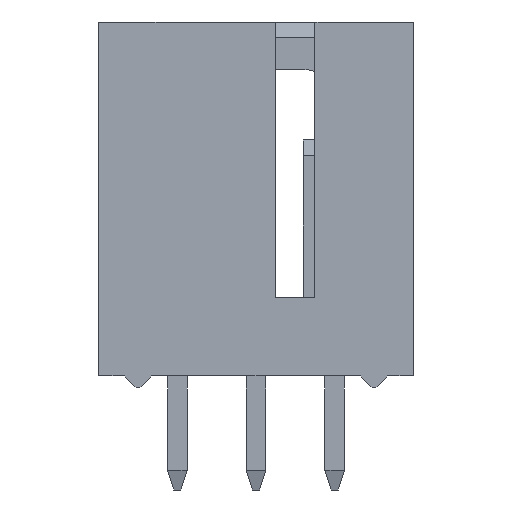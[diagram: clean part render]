
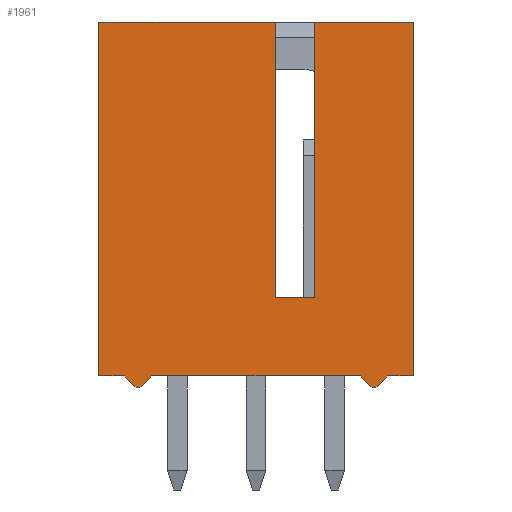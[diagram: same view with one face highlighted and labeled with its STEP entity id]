
A CAD part, front view. The second image highlights one B-rep face of the part: STEP entity #1961.
In plain terms, the highlighted planar face has unit normal (0, -1, 0).
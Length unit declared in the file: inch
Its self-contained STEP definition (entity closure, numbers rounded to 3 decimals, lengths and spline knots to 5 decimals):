
#43=FACE_OUTER_BOUND('',#152,.T.);
#152=EDGE_LOOP('',(#1302,#1303,#1304,#1305,#1306,#1307,#1308,#1309,#1310,
#1311,#1312,#1313,#1314,#1315,#1316,#1317));
#252=LINE('',#2687,#514);
#286=LINE('',#2753,#548);
#298=LINE('',#2777,#560);
#301=LINE('',#2784,#563);
#304=LINE('',#2789,#566);
#307=LINE('',#2795,#569);
#321=LINE('',#2823,#583);
#323=LINE('',#2827,#585);
#324=LINE('',#2831,#586);
#325=LINE('',#2832,#587);
#326=LINE('',#2834,#588);
#327=LINE('',#2835,#589);
#328=LINE('',#2837,#590);
#329=LINE('',#2839,#591);
#330=LINE('',#2840,#592);
#331=LINE('',#2841,#593);
#514=VECTOR('',#2195,0.45);
#548=VECTOR('',#2235,0.225);
#560=VECTOR('',#2247,0.125);
#563=VECTOR('',#2256,0.45);
#566=VECTOR('',#2261,0.0325);
#569=VECTOR('',#2266,0.265);
#583=VECTOR('',#2282,0.0325);
#585=VECTOR('',#2286,0.02121);
#586=VECTOR('',#2289,0.05);
#587=VECTOR('',#2290,0.35);
#588=VECTOR('',#2291,0.005);
#589=VECTOR('',#2292,0.02121);
#590=VECTOR('',#2293,0.02121);
#591=VECTOR('',#2294,0.005);
#592=VECTOR('',#2295,0.02121);
#593=VECTOR('',#2296,0.35);
#776=VERTEX_POINT('',#2684);
#777=VERTEX_POINT('',#2686);
#806=VERTEX_POINT('',#2752);
#817=VERTEX_POINT('',#2774);
#818=VERTEX_POINT('',#2776);
#819=VERTEX_POINT('',#2783);
#820=VERTEX_POINT('',#2787);
#821=VERTEX_POINT('',#2791);
#822=VERTEX_POINT('',#2793);
#835=VERTEX_POINT('',#2821);
#836=VERTEX_POINT('',#2825);
#837=VERTEX_POINT('',#2829);
#838=VERTEX_POINT('',#2830);
#839=VERTEX_POINT('',#2833);
#840=VERTEX_POINT('',#2836);
#841=VERTEX_POINT('',#2838);
#942=EDGE_CURVE('',#777,#776,#252,.T.);
#976=EDGE_CURVE('',#777,#806,#286,.T.);
#988=EDGE_CURVE('',#817,#818,#298,.T.);
#991=EDGE_CURVE('',#818,#819,#301,.T.);
#994=EDGE_CURVE('',#776,#820,#304,.T.);
#997=EDGE_CURVE('',#821,#822,#307,.T.);
#1011=EDGE_CURVE('',#835,#819,#321,.T.);
#1013=EDGE_CURVE('',#836,#820,#323,.T.);
#1014=EDGE_CURVE('',#837,#838,#324,.T.);
#1015=EDGE_CURVE('',#806,#837,#325,.T.);
#1016=EDGE_CURVE('',#839,#836,#326,.T.);
#1017=EDGE_CURVE('',#821,#839,#327,.T.);
#1018=EDGE_CURVE('',#840,#822,#328,.T.);
#1019=EDGE_CURVE('',#841,#840,#329,.T.);
#1020=EDGE_CURVE('',#835,#841,#330,.T.);
#1021=EDGE_CURVE('',#817,#838,#331,.T.);
#1302=ORIENTED_EDGE('',*,*,#1014,.F.);
#1303=ORIENTED_EDGE('',*,*,#1015,.F.);
#1304=ORIENTED_EDGE('',*,*,#976,.F.);
#1305=ORIENTED_EDGE('',*,*,#942,.T.);
#1306=ORIENTED_EDGE('',*,*,#994,.T.);
#1307=ORIENTED_EDGE('',*,*,#1013,.F.);
#1308=ORIENTED_EDGE('',*,*,#1016,.F.);
#1309=ORIENTED_EDGE('',*,*,#1017,.F.);
#1310=ORIENTED_EDGE('',*,*,#997,.T.);
#1311=ORIENTED_EDGE('',*,*,#1018,.F.);
#1312=ORIENTED_EDGE('',*,*,#1019,.F.);
#1313=ORIENTED_EDGE('',*,*,#1020,.F.);
#1314=ORIENTED_EDGE('',*,*,#1011,.T.);
#1315=ORIENTED_EDGE('',*,*,#991,.F.);
#1316=ORIENTED_EDGE('',*,*,#988,.F.);
#1317=ORIENTED_EDGE('',*,*,#1021,.T.);
#1749=PLANE('',#2087);
#1961=ADVANCED_FACE('',(#43),#1749,.T.);
#2087=AXIS2_PLACEMENT_3D('',#2828,#2287,#2288);
#2195=DIRECTION('',(0.,0.,-1.));
#2235=DIRECTION('',(1.,0.,0.));
#2247=DIRECTION('',(1.,0.,0.));
#2256=DIRECTION('',(0.,0.,-1.));
#2261=DIRECTION('',(1.,0.,0.));
#2266=DIRECTION('',(1.,0.,0.));
#2282=DIRECTION('',(1.,0.,0.));
#2286=DIRECTION('',(-0.707,0.,0.707));
#2287=DIRECTION('center_axis',(0.,-1.,0.));
#2288=DIRECTION('ref_axis',(0.,0.,-1.));
#2289=DIRECTION('',(1.,0.,0.));
#2290=DIRECTION('',(0.,0.,-1.));
#2291=DIRECTION('',(-1.,0.,0.));
#2292=DIRECTION('',(-0.707,0.,-0.707));
#2293=DIRECTION('',(-0.707,0.,0.707));
#2294=DIRECTION('',(-1.,0.,0.));
#2295=DIRECTION('',(-0.707,0.,-0.707));
#2296=DIRECTION('',(0.,0.,-1.));
#2684=CARTESIAN_POINT('',(-0.2,-0.1,-0.3));
#2686=CARTESIAN_POINT('',(-0.2,-0.1,0.15));
#2687=CARTESIAN_POINT('',(-0.2,-0.1,0.15));
#2752=CARTESIAN_POINT('',(0.025,-0.1,0.15));
#2753=CARTESIAN_POINT('',(-0.2,-0.1,0.15));
#2774=CARTESIAN_POINT('',(0.075,-0.1,0.15));
#2776=CARTESIAN_POINT('',(0.2,-0.1,0.15));
#2777=CARTESIAN_POINT('',(0.075,-0.1,0.15));
#2783=CARTESIAN_POINT('',(0.2,-0.1,-0.3));
#2784=CARTESIAN_POINT('',(0.2,-0.1,0.15));
#2787=CARTESIAN_POINT('',(-0.1675,-0.1,-0.3));
#2789=CARTESIAN_POINT('',(-0.2,-0.1,-0.3));
#2791=CARTESIAN_POINT('',(-0.1325,-0.1,-0.3));
#2793=CARTESIAN_POINT('',(0.1325,-0.1,-0.3));
#2795=CARTESIAN_POINT('',(-0.1325,-0.1,-0.3));
#2821=CARTESIAN_POINT('',(0.1675,-0.1,-0.3));
#2823=CARTESIAN_POINT('',(0.1675,-0.1,-0.3));
#2825=CARTESIAN_POINT('',(-0.1525,-0.1,-0.315));
#2827=CARTESIAN_POINT('',(-0.1525,-0.1,-0.315));
#2828=CARTESIAN_POINT('Origin',(-0.2,-0.1,0.15));
#2829=CARTESIAN_POINT('',(0.025,-0.1,-0.2));
#2830=CARTESIAN_POINT('',(0.075,-0.1,-0.2));
#2831=CARTESIAN_POINT('',(0.025,-0.1,-0.2));
#2832=CARTESIAN_POINT('',(0.025,-0.1,0.15));
#2833=CARTESIAN_POINT('',(-0.1475,-0.1,-0.315));
#2834=CARTESIAN_POINT('',(-0.1475,-0.1,-0.315));
#2835=CARTESIAN_POINT('',(-0.1325,-0.1,-0.3));
#2836=CARTESIAN_POINT('',(0.1475,-0.1,-0.315));
#2837=CARTESIAN_POINT('',(0.1475,-0.1,-0.315));
#2838=CARTESIAN_POINT('',(0.1525,-0.1,-0.315));
#2839=CARTESIAN_POINT('',(0.1525,-0.1,-0.315));
#2840=CARTESIAN_POINT('',(0.1675,-0.1,-0.3));
#2841=CARTESIAN_POINT('',(0.075,-0.1,0.15));
